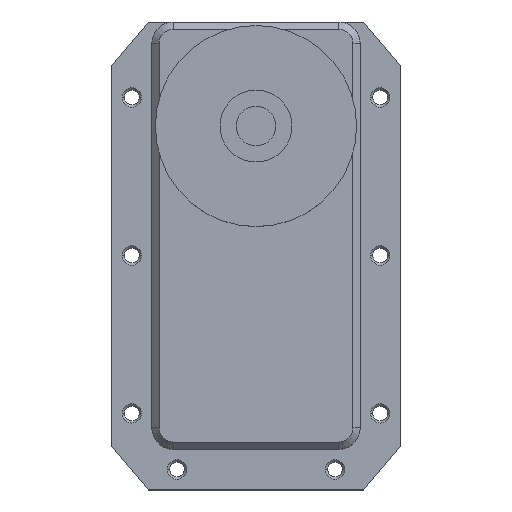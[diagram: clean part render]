
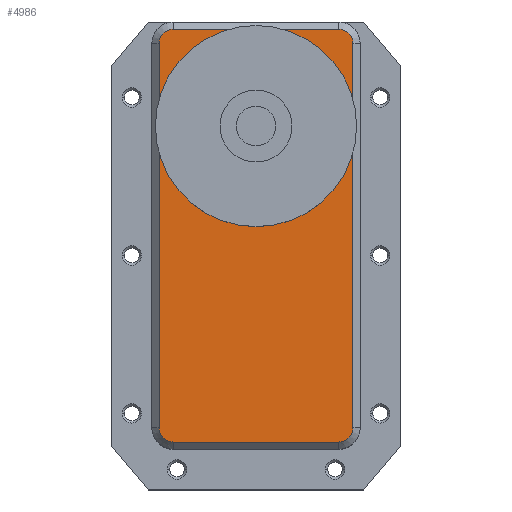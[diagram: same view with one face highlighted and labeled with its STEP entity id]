
A CAD part, top view. The second image highlights one B-rep face of the part: STEP entity #4986.
In plain terms, the highlighted planar face has unit normal (0, 0, 1).
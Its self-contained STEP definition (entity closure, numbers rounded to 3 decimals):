
#2=CARTESIAN_POINT('',(0.,0.,23.));
#3=DIRECTION('',(0.,0.,1.));
#4=DIRECTION('',(0.,1.,0.));
#5=AXIS2_PLACEMENT_3D('',#2,#3,#4);
#7=CARTESIAN_POINT('',(0.,0.,23.));
#8=DIRECTION('',(0.,0.,-1.));
#9=DIRECTION('',(0.,1.,0.));
#10=AXIS2_PLACEMENT_3D('',#7,#8,#9);
#12=CARTESIAN_POINT('',(11.5,11.5,23.));
#13=DIRECTION('',(0.,0.,1.));
#14=DIRECTION('',(1.,0.,0.));
#15=AXIS2_PLACEMENT_3D('',#12,#13,#14);
#17=DIRECTION('',(0.,1.,0.));
#18=VECTOR('',#17,53.5);
#19=CARTESIAN_POINT('',(13.5,-42.,23.));
#20=LINE('',#19,#18);
#21=CARTESIAN_POINT('',(11.5,-42.,23.));
#22=DIRECTION('',(0.,0.,1.));
#23=DIRECTION('',(0.,-1.,0.));
#24=AXIS2_PLACEMENT_3D('',#21,#22,#23);
#26=DIRECTION('',(1.,0.,0.));
#27=VECTOR('',#26,23.);
#28=CARTESIAN_POINT('',(-11.5,-44.,23.));
#29=LINE('',#28,#27);
#30=CARTESIAN_POINT('',(-11.5,-42.,23.));
#31=DIRECTION('',(0.,0.,1.));
#32=DIRECTION('',(-1.,0.,0.));
#33=AXIS2_PLACEMENT_3D('',#30,#31,#32);
#35=DIRECTION('',(0.,-1.,0.));
#36=VECTOR('',#35,53.5);
#37=CARTESIAN_POINT('',(-13.5,11.5,23.));
#38=LINE('',#37,#36);
#39=CARTESIAN_POINT('',(-11.5,11.5,23.));
#40=DIRECTION('',(0.,0.,1.));
#41=DIRECTION('',(0.,1.,0.));
#42=AXIS2_PLACEMENT_3D('',#39,#40,#41);
#44=DIRECTION('',(-1.,0.,0.));
#45=VECTOR('',#44,23.);
#46=CARTESIAN_POINT('',(11.5,13.5,23.));
#47=LINE('',#46,#45);
#4151=CARTESIAN_POINT('',(0.,5.,23.));
#4153=VERTEX_POINT('',#4151);
#4155=CARTESIAN_POINT('',(0.,-5.,23.));
#4157=VERTEX_POINT('',#4155);
#4797=CARTESIAN_POINT('',(13.5,11.5,23.));
#4798=CARTESIAN_POINT('',(11.5,13.5,23.));
#4799=VERTEX_POINT('',#4797);
#4800=VERTEX_POINT('',#4798);
#4805=CARTESIAN_POINT('',(-11.5,13.5,23.));
#4806=VERTEX_POINT('',#4805);
#4809=CARTESIAN_POINT('',(-13.5,11.5,23.));
#4810=VERTEX_POINT('',#4809);
#4813=CARTESIAN_POINT('',(-13.5,-42.,
23.));
#4814=VERTEX_POINT('',#4813);
#4817=CARTESIAN_POINT('',(-11.5,-44.,23.));
#4818=VERTEX_POINT('',#4817);
#4821=CARTESIAN_POINT('',(11.5,-44.,23.));
#4822=VERTEX_POINT('',#4821);
#4825=CARTESIAN_POINT('',(13.5,-42.,23.));
#4826=VERTEX_POINT('',#4825);
#4957=CARTESIAN_POINT('',(0.,0.,23.));
#4958=DIRECTION('',(0.,0.,1.));
#4959=DIRECTION('',(1.,0.,0.));
#4960=AXIS2_PLACEMENT_3D('',#4957,#4958,#4959);
#4961=PLANE('',#4960);
#4963=ORIENTED_EDGE('',*,*,#4962,.F.);
#4965=ORIENTED_EDGE('',*,*,#4964,.F.);
#4967=ORIENTED_EDGE('',*,*,#4966,.F.);
#4969=ORIENTED_EDGE('',*,*,#4968,.F.);
#4971=ORIENTED_EDGE('',*,*,#4970,.F.);
#4973=ORIENTED_EDGE('',*,*,#4972,.F.);
#4975=ORIENTED_EDGE('',*,*,#4974,.F.);
#4977=ORIENTED_EDGE('',*,*,#4976,.F.);
#4978=EDGE_LOOP('',(#4963,#4965,#4967,#4969,#4971,#4973,#4975,#4977));
#4979=FACE_OUTER_BOUND('',#4978,.F.);
#4981=ORIENTED_EDGE('',*,*,#4980,.T.);
#4983=ORIENTED_EDGE('',*,*,#4982,.F.);
#4984=EDGE_LOOP('',(#4981,#4983));
#4985=FACE_BOUND('',#4984,.F.);
#4986=ADVANCED_FACE('',(#4979,#4985),#4961,.T.);
#6=CIRCLE('',#5,5.);
#11=CIRCLE('',#10,5.);
#16=CIRCLE('',#15,2.);
#25=CIRCLE('',#24,2.);
#34=CIRCLE('',#33,2.);
#43=CIRCLE('',#42,2.);
#4962=EDGE_CURVE('',#4799,#4800,#16,.T.);
#4964=EDGE_CURVE('',#4826,#4799,#20,.T.);
#4966=EDGE_CURVE('',#4822,#4826,#25,.T.);
#4968=EDGE_CURVE('',#4818,#4822,#29,.T.);
#4970=EDGE_CURVE('',#4814,#4818,#34,.T.);
#4972=EDGE_CURVE('',#4810,#4814,#38,.T.);
#4974=EDGE_CURVE('',#4806,#4810,#43,.T.);
#4976=EDGE_CURVE('',#4800,#4806,#47,.T.);
#4980=EDGE_CURVE('',#4153,#4157,#6,.T.);
#4982=EDGE_CURVE('',#4153,#4157,#11,.T.);
